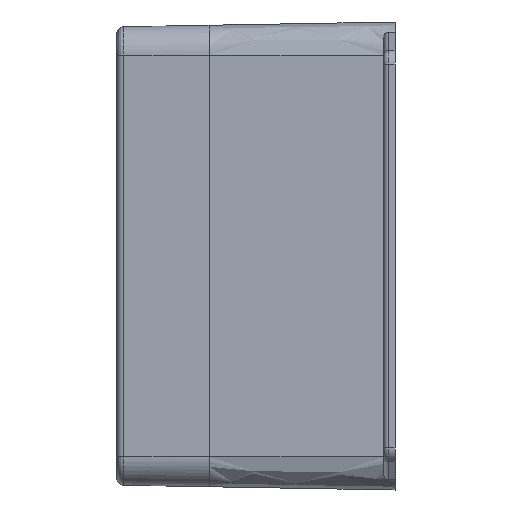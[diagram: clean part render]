
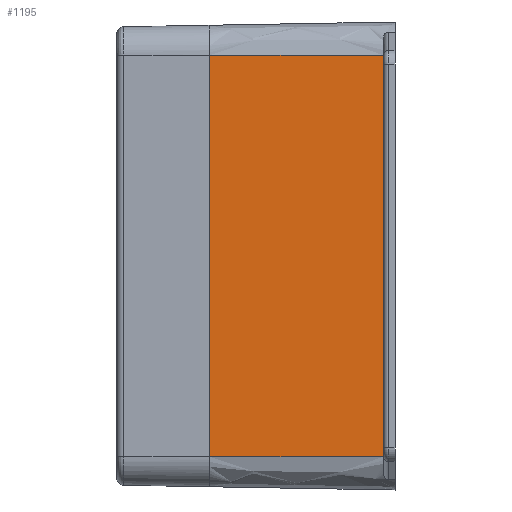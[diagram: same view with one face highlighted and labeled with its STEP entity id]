
A CAD part, left-side view. The second image highlights one B-rep face of the part: STEP entity #1195.
In plain terms, the highlighted planar face has unit normal (-1, 0.018, 0).
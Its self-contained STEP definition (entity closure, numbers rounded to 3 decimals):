
#114 = EDGE_LOOP ( 'NONE', ( #2840, #2843, #2842, #2844 ) ) ;
#1156 = VERTEX_POINT ( 'NONE', #4597 ) ;
#1159 = VERTEX_POINT ( 'NONE', #4600 ) ;
#1160 = VERTEX_POINT ( 'NONE', #4601 ) ;
#1161 = VERTEX_POINT ( 'NONE', #4602 ) ;
#1195 = ADVANCED_FACE ( 'NONE', ( #16639 ), #4717, .T. ) ;
#2510 = EDGE_CURVE ( 'NONE', #1156, #1159, #10144, .T. ) ;
#2511 = EDGE_CURVE ( 'NONE', #1160, #1156, #10147, .T. ) ;
#2512 = EDGE_CURVE ( 'NONE', #1160, #1161, #10150, .T. ) ;
#2513 = EDGE_CURVE ( 'NONE', #1159, #1161, #10153, .T. ) ;
#2840 = ORIENTED_EDGE ( 'NONE', *, *, #2512, .F. ) ;
#2842 = ORIENTED_EDGE ( 'NONE', *, *, #2510, .T. ) ;
#2843 = ORIENTED_EDGE ( 'NONE', *, *, #2511, .T. ) ;
#2844 = ORIENTED_EDGE ( 'NONE', *, *, #2513, .T. ) ;
#4597 = CARTESIAN_POINT ( 'NONE',  ( -80.405, 2.5, 43.251 ) ) ;
#4600 = CARTESIAN_POINT ( 'NONE',  ( -79.75, 40., 43.251 ) ) ;
#4601 = CARTESIAN_POINT ( 'NONE',  ( -80.405, 2.5, -43.251 ) ) ;
#4602 = CARTESIAN_POINT ( 'NONE',  ( -79.75, 40., -43.251 ) ) ;
#4717 = PLANE ( 'NONE',  #16762 ) ;
#4718 = CARTESIAN_POINT ( 'NONE',  ( -79.75, 40., 43.251 ) ) ;
#4719 = DIRECTION ( 'NONE',  ( -1., 0.017, 0. ) ) ;
#4720 = DIRECTION ( 'NONE',  ( -0.017, -1., 0. ) ) ;
#9011 = VECTOR ( 'NONE', #10146, 1000. ) ;
#9012 = VECTOR ( 'NONE', #10149, 1000. ) ;
#9013 = VECTOR ( 'NONE', #10152, 1000. ) ;
#9014 = VECTOR ( 'NONE', #10155, 1000. ) ;
#10144 = LINE ( 'NONE', #10145, #9011 ) ;
#10145 = CARTESIAN_POINT ( 'NONE',  ( -79.75, 40., 43.251 ) ) ;
#10146 = DIRECTION ( 'NONE',  ( 0.017, 1., 0. ) ) ;
#10147 = LINE ( 'NONE', #10148, #9012 ) ;
#10148 = CARTESIAN_POINT ( 'NONE',  ( -80.405, 2.5, 43.251 ) ) ;
#10149 = DIRECTION ( 'NONE',  ( 0., 0., 1. ) ) ;
#10150 = LINE ( 'NONE', #10151, #9013 ) ;
#10151 = CARTESIAN_POINT ( 'NONE',  ( -79.75, 40., -43.251 ) ) ;
#10152 = DIRECTION ( 'NONE',  ( 0.017, 1., 0. ) ) ;
#10153 = LINE ( 'NONE', #10154, #9014 ) ;
#10154 = CARTESIAN_POINT ( 'NONE',  ( -79.75, 40., 43.251 ) ) ;
#10155 = DIRECTION ( 'NONE',  ( 0., 0., -1. ) ) ;
#16639 = FACE_OUTER_BOUND ( 'NONE', #114, .T. ) ;
#16762 = AXIS2_PLACEMENT_3D ( 'NONE', #4718, #4719, #4720 ) ;
